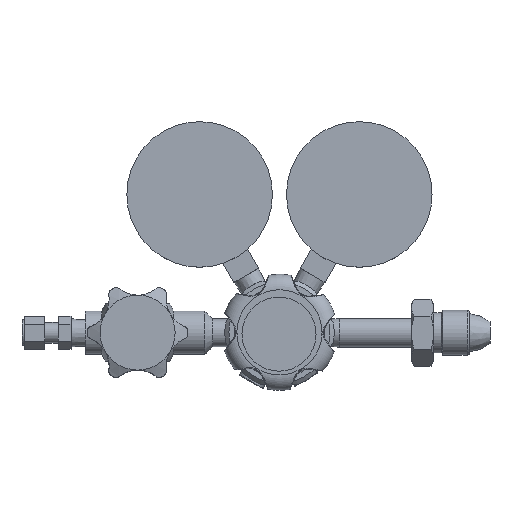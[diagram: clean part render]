
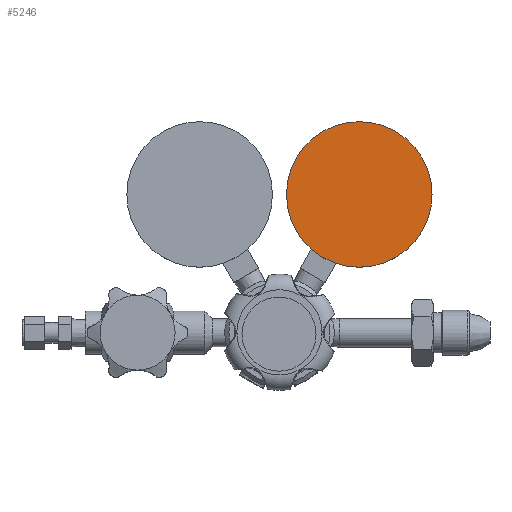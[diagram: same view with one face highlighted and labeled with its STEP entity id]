
A CAD part, top view. The second image highlights one B-rep face of the part: STEP entity #5246.
In plain terms, the highlighted planar face has unit normal (0, 0, 1).
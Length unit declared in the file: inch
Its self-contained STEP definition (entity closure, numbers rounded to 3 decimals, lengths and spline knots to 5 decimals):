
#776=PLANE('',#5996);
#1541=FACE_OUTER_BOUND('',#2045,.T.);
#2045=EDGE_LOOP('',(#4482));
#2415=CIRCLE('',#5994,1.415);
#2802=VERTEX_POINT('',#9775);
#3394=EDGE_CURVE('',#2802,#2802,#2415,.T.);
#4482=ORIENTED_EDGE('',*,*,#3394,.F.);
#5246=ADVANCED_FACE('',(#1541),#776,.F.);
#5994=AXIS2_PLACEMENT_3D('',#9776,#7254,#7255);
#5996=AXIS2_PLACEMENT_3D('',#9779,#7258,#7259);
#7254=DIRECTION('center_axis',(0.,0.,-1.));
#7255=DIRECTION('ref_axis',(-1.,0.,0.));
#7258=DIRECTION('center_axis',(0.,0.,-1.));
#7259=DIRECTION('ref_axis',(-1.,0.,0.));
#9775=CARTESIAN_POINT('',(1.415,0.,0.36));
#9776=CARTESIAN_POINT('Origin',(0.,0.,0.36));
#9779=CARTESIAN_POINT('Origin',(0.,0.,0.36));
